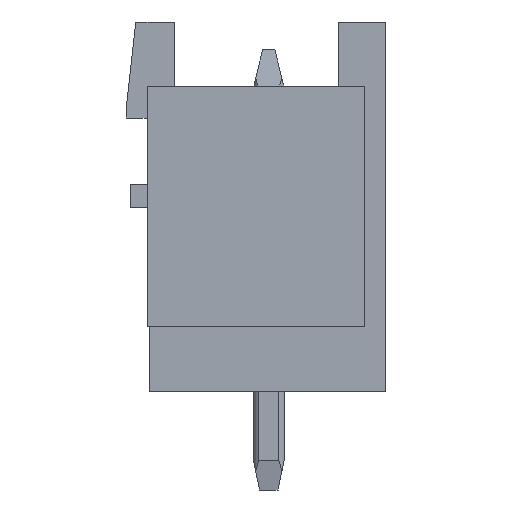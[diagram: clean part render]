
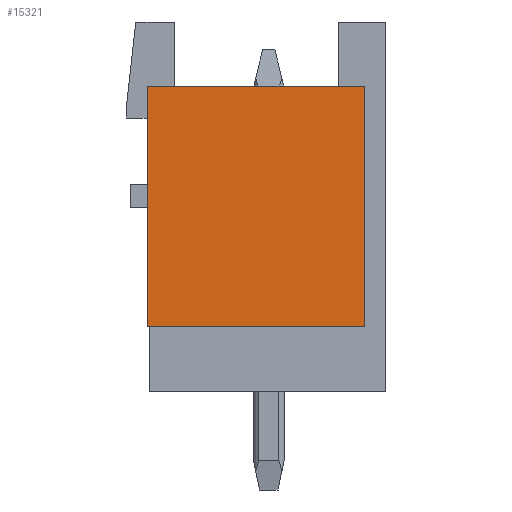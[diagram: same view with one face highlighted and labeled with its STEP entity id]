
A CAD part, left-side view. The second image highlights one B-rep face of the part: STEP entity #15321.
In plain terms, the highlighted planar face has unit normal (-1, 0, 0).
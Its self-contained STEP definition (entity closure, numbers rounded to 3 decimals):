
#15294=AXIS2_PLACEMENT_3D('Plane Axis2P3D',#15291,#15292,#15293) ;
#15269=CARTESIAN_POINT('Vertex',(0.,7.75,13.1)) ;
#15272=CARTESIAN_POINT('Line Origine',(0.,4.225,13.1)) ;
#15276=CARTESIAN_POINT('Vertex',(0.,0.7,13.1)) ;
#15291=CARTESIAN_POINT('Axis2P3D Location',(0.,7.75,5.3)) ;
#15296=CARTESIAN_POINT('Line Origine',(0.,7.75,9.2)) ;
#15300=CARTESIAN_POINT('Vertex',(0.,7.75,5.3)) ;
#15303=CARTESIAN_POINT('Line Origine',(0.,4.225,5.3)) ;
#15307=CARTESIAN_POINT('Vertex',(0.,0.7,5.3)) ;
#15310=CARTESIAN_POINT('Line Origine',(0.,0.7,9.2)) ;
#15273=DIRECTION('Vector Direction',(0.,-1.,0.)) ;
#15292=DIRECTION('Axis2P3D Direction',(1.,0.,0.)) ;
#15293=DIRECTION('Axis2P3D XDirection',(0.,0.,1.)) ;
#15297=DIRECTION('Vector Direction',(0.,0.,1.)) ;
#15304=DIRECTION('Vector Direction',(0.,-1.,0.)) ;
#15311=DIRECTION('Vector Direction',(0.,0.,1.)) ;
#15274=VECTOR('Line Direction',#15273,1.) ;
#15298=VECTOR('Line Direction',#15297,1.) ;
#15305=VECTOR('Line Direction',#15304,1.) ;
#15312=VECTOR('Line Direction',#15311,1.) ;
#15316=ORIENTED_EDGE('',*,*,#15278,.F.) ;
#15317=ORIENTED_EDGE('',*,*,#15302,.T.) ;
#15318=ORIENTED_EDGE('',*,*,#15309,.T.) ;
#15319=ORIENTED_EDGE('',*,*,#15314,.F.) ;
#15321=ADVANCED_FACE('HOUSING',(#15320),#15295,.F.) ;
#15278=EDGE_CURVE('',#15270,#15277,#15275,.T.) ;
#15302=EDGE_CURVE('',#15270,#15301,#15299,.F.) ;
#15309=EDGE_CURVE('',#15301,#15308,#15306,.T.) ;
#15314=EDGE_CURVE('',#15277,#15308,#15313,.F.) ;
#15315=EDGE_LOOP('',(#15316,#15317,#15318,#15319)) ;
#15320=FACE_OUTER_BOUND('',#15315,.T.) ;
#15275=LINE('Line',#15272,#15274) ;
#15299=LINE('Line',#15296,#15298) ;
#15306=LINE('Line',#15303,#15305) ;
#15313=LINE('Line',#15310,#15312) ;
#15295=PLANE('',#15294) ;
#15270=VERTEX_POINT('',#15269) ;
#15277=VERTEX_POINT('',#15276) ;
#15301=VERTEX_POINT('',#15300) ;
#15308=VERTEX_POINT('',#15307) ;
